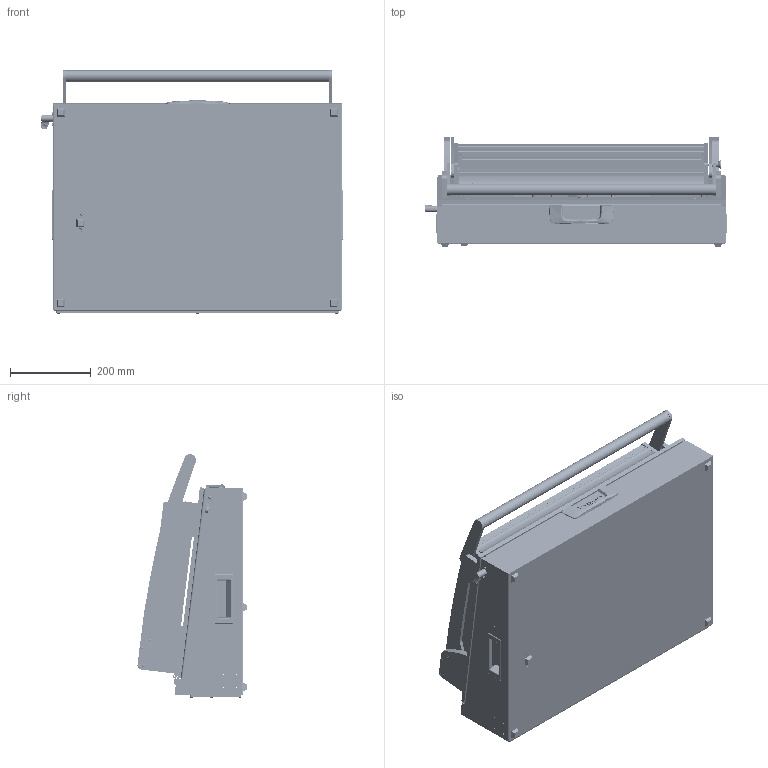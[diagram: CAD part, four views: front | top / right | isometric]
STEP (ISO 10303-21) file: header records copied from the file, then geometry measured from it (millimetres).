
FILE_DESCRIPTION (( 'STEP AP214' ), '1' );
FILE_NAME ('INGUN_43960.STEP', '2021-03-03T14:38:25', ( '' ), ( '' ), 'SwSTEP 2.0', 'SolidWorks 2018', '' );
FILE_SCHEMA (( 'AUTOMOTIVE_DESIGN' ));
Length unit declared in the file: millimetre
Products named in the file (105): 20902~0; 43581~5_KUNDE<S>; 40324~2_S; 109979~0_KUNDE<S>; 31253~0_S; 37967~1; DIN7991~n_M05,0x016; 57801~2_S; ISO7380~n_M05,0x030; 2281~0_180ø<Standard>; DIN7991~n_M05,0x012; 40332~0_S; ISO7380~n_M03,0x005; 48728~1_S; 43493~2_KUNDE<S>; DIN7991~n_M05,0x020; 109990~0_KUNDE<S>; 35649~1_S; DIN125~n_06,4 M06,0 Fase; 37758~3_KUNDE<S>; DIN914~n_M04,0x05; 53828~0_KUNDE<S>; DIN125~n_04,3 M04,0; DIN6325~n_04,0m6x014; DIN125~n_05,3 M05,0 Fase; 29805~4_geschlossen<S>; 40335~0_S; 53031~0_S; 34255~6_S; 30915~0; 35097~0; 37971~8_S; DIN985-A2~n_M05,0; 31109~0; 32587~4_S; 30758~0_S; 43582~7_KUNDE<S>; ISO7380~n_M04,0x008; ISO7380~n_M05,0x020; 2720~0 ...
Assembly tree (217 placements, depth 5):
  INGUN_43960
    34255~6_S
      34326~9
      30758~0_S  x2
        30758_01~0_S
        30758_02~0_S
      20902~0
      21332~0_MA 2112<Standard>
        21332_02~0
        21332_01~0
      34327~2_S
      2720~0  x5
      53032~0_S
      32171~0_S
      32462~0_S
      29805~4_geschlossen<S>
        110322~4_S
        110705~1_S
        30984~0_S
        110231~1_S
        110443~0_S
        30112~0
        ISO7380~n_M05,0x030
        ISO7380~n_M04,0x008  x2
        DIN914~n_M04,0x05
      35334~0_S
      ISO7380~n_M04,0x012  x5
      DIN7991~n_M05,0x012  x2
      DIN985-A2~n_M05,0  x3
      8804~0
      DIN7991~n_M05,0x016
      DIN125~n_05,3 M05,0 Fase  x2
    43880~4_KUNDE<S>
      109985~0_S
        43766~3
        40324~2_S
        37971~8_S
        37972~6_S
        2281~0_180ø<Standard>  x3
          2281~0
        40333~2_S
        53031~0_S
        35649~1_S
        35651~1_S
        31253~0_S
        30955~0_S
        30915~0
        ASR~-a-s-r_拱04,2x07x拌8  x2
        2528~0  x2
        31109~0
        48727~1_S
          48726~2_S
          DIN6325~n_04,0m6x012
          48565~1_S
          DIN912~n_M04,0x020  x2
          DIN125~n_06,4 M06,0 Fase
          DIN125~n_04,3 M04,0  x2
          49317~0
        48728~1_S
          48726~2_S
Bounding box: 747.5 x 269.75 x 602.26 mm (x, y, z)
Volume: 7103012 mm3; surface area: 3936703.5 mm2
Topology: 209 solids, 209 shells, 5476 faces, 13767 edges, 8787 vertices
Faces by surface type: cylinder 2323, plane 2084, cone 675, bspline 223, torus 87, sphere 84
Entity records: 123707 total; most frequent: CARTESIAN_POINT 29274, DIRECTION 18354, ORIENTED_EDGE 17042, EDGE_CURVE 8521, AXIS2_PLACEMENT_3D 6896, VERTEX_POINT 5496, VECTOR 4562, LINE 4562
